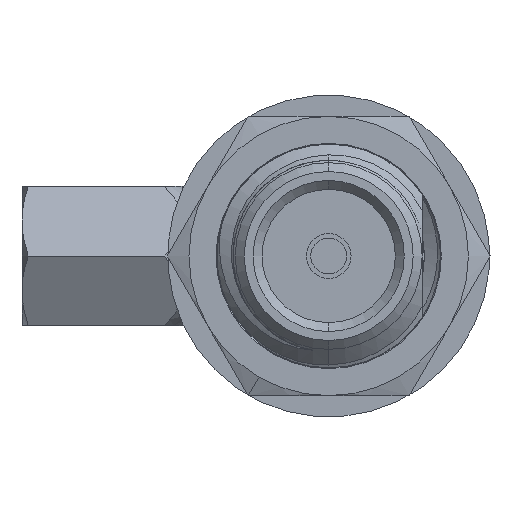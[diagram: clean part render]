
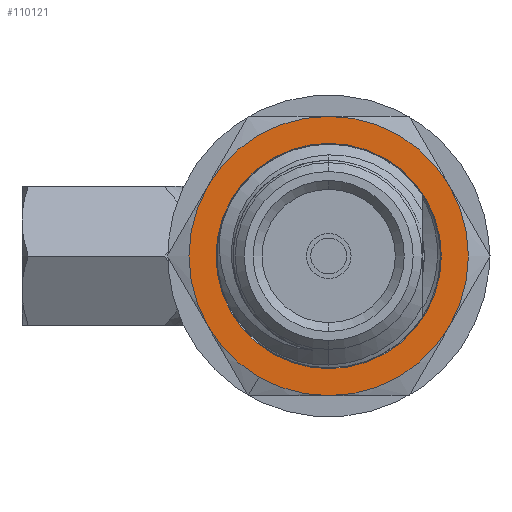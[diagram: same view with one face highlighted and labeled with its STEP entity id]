
A CAD part, front view. The second image highlights one B-rep face of the part: STEP entity #110121.
In plain terms, the highlighted face is planar.
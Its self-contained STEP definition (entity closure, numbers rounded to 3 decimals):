
#38 = DIRECTION ( 'NONE',  ( 0., 0., 1. ) ) ;
#1110 = CARTESIAN_POINT ( 'NONE',  ( 0., 0., -0.762 ) ) ;
#3489 = VERTEX_POINT ( 'NONE', #144060 ) ;
#6033 = EDGE_CURVE ( 'NONE', #3489, #73568, #171762, .T. ) ;
#6336 = ORIENTED_EDGE ( 'NONE', *, *, #155276, .T. ) ;
#7349 = CARTESIAN_POINT ( 'NONE',  ( 0., 0., -0.762 ) ) ;
#10049 = CARTESIAN_POINT ( 'NONE',  ( 0., 0., -0.762 ) ) ;
#10296 = AXIS2_PLACEMENT_3D ( 'NONE', #74939, #35605, #89546 ) ;
#14134 = DIRECTION ( 'NONE',  ( 1., 0., 0. ) ) ;
#14492 = CARTESIAN_POINT ( 'NONE',  ( 0., 0., -0.762 ) ) ;
#18376 = ORIENTED_EDGE ( 'NONE', *, *, #6033, .T. ) ;
#18499 = EDGE_CURVE ( 'NONE', #138620, #48590, #119932, .T. ) ;
#20901 = PLANE ( 'NONE',  #10296 ) ;
#26469 = DIRECTION ( 'NONE',  ( 1., 0., 0. ) ) ;
#29802 = DIRECTION ( 'NONE',  ( 0., 0., -1. ) ) ;
#30073 = AXIS2_PLACEMENT_3D ( 'NONE', #1110, #94424, #41117 ) ;
#32575 = EDGE_LOOP ( 'NONE', ( #130159, #18376 ) ) ;
#34118 = EDGE_CURVE ( 'NONE', #36068, #142126, #169205, .T. ) ;
#35605 = DIRECTION ( 'NONE',  ( 0., 0., 1. ) ) ;
#36068 = VERTEX_POINT ( 'NONE', #60238 ) ;
#38266 = DIRECTION ( 'NONE',  ( 1., 0., 0. ) ) ;
#40030 = DIRECTION ( 'NONE',  ( 1., 0., 0. ) ) ;
#40492 = FACE_BOUND ( 'NONE', #32575, .T. ) ;
#41117 = DIRECTION ( 'NONE',  ( 1., 0., 0. ) ) ;
#48590 = VERTEX_POINT ( 'NONE', #131223 ) ;
#51216 = CARTESIAN_POINT ( 'NONE',  ( 0., 0., -0.762 ) ) ;
#53833 = ORIENTED_EDGE ( 'NONE', *, *, #96278, .T. ) ;
#54425 = CARTESIAN_POINT ( 'NONE',  ( -3.437, 1.984, -0.762 ) ) ;
#59808 = AXIS2_PLACEMENT_3D ( 'NONE', #126965, #166227, #141585 ) ;
#60238 = CARTESIAN_POINT ( 'NONE',  ( 3.437, 1.984, -0.762 ) ) ;
#63265 = AXIS2_PLACEMENT_3D ( 'NONE', #10049, #89904, #38266 ) ;
#67594 = DIRECTION ( 'NONE',  ( 0., 0., -1. ) ) ;
#69583 = ORIENTED_EDGE ( 'NONE', *, *, #18499, .T. ) ;
#69719 = DIRECTION ( 'NONE',  ( 1., 0., 0. ) ) ;
#72017 = AXIS2_PLACEMENT_3D ( 'NONE', #7349, #169151, #167430 ) ;
#73568 = VERTEX_POINT ( 'NONE', #158770 ) ;
#74939 = CARTESIAN_POINT ( 'NONE',  ( 0., 0., -0.762 ) ) ;
#75413 = VERTEX_POINT ( 'NONE', #54425 ) ;
#76673 = AXIS2_PLACEMENT_3D ( 'NONE', #51216, #146583, #26469 ) ;
#78261 = CIRCLE ( 'NONE', #166000, 3.201 ) ;
#80306 = DIRECTION ( 'NONE',  ( 0., 0., 1. ) ) ;
#80504 = CARTESIAN_POINT ( 'NONE',  ( 0., 0., -0.762 ) ) ;
#80601 = EDGE_CURVE ( 'NONE', #75413, #142126, #166592, .T. ) ;
#83252 = CIRCLE ( 'NONE', #59808, 3.969 ) ;
#83384 = EDGE_CURVE ( 'NONE', #73568, #3489, #78261, .T. ) ;
#89546 = DIRECTION ( 'NONE',  ( 1., 0., 0. ) ) ;
#89904 = DIRECTION ( 'NONE',  ( 0., 0., 1. ) ) ;
#91313 = VERTEX_POINT ( 'NONE', #164133 ) ;
#91562 = ORIENTED_EDGE ( 'NONE', *, *, #34118, .F. ) ;
#94424 = DIRECTION ( 'NONE',  ( 0., 0., -1. ) ) ;
#96278 = EDGE_CURVE ( 'NONE', #160529, #75413, #163938, .T. ) ;
#98581 = CARTESIAN_POINT ( 'NONE',  ( 0., 3.969, -0.762 ) ) ;
#100266 = ORIENTED_EDGE ( 'NONE', *, *, #138726, .T. ) ;
#103391 = EDGE_CURVE ( 'NONE', #36068, #91313, #169373, .T. ) ;
#105499 = FACE_OUTER_BOUND ( 'NONE', #137460, .T. ) ;
#110121 = ADVANCED_FACE ( 'NONE', ( #40492, #105499 ), #20901, .F. ) ;
#115077 = ORIENTED_EDGE ( 'NONE', *, *, #103391, .T. ) ;
#116212 = AXIS2_PLACEMENT_3D ( 'NONE', #148719, #29802, #69719 ) ;
#118970 = CARTESIAN_POINT ( 'NONE',  ( 3.437, -1.984, -0.762 ) ) ;
#119932 = CIRCLE ( 'NONE', #146114, 3.969 ) ;
#126965 = CARTESIAN_POINT ( 'NONE',  ( 0., 0., -0.762 ) ) ;
#130159 = ORIENTED_EDGE ( 'NONE', *, *, #83384, .T. ) ;
#131155 = CIRCLE ( 'NONE', #30073, 3.969 ) ;
#131223 = CARTESIAN_POINT ( 'NONE',  ( 0., -3.969, -0.762 ) ) ;
#134099 = DIRECTION ( 'NONE',  ( 1., 0., 0. ) ) ;
#135928 = ORIENTED_EDGE ( 'NONE', *, *, #80601, .T. ) ;
#137460 = EDGE_LOOP ( 'NONE', ( #115077, #100266, #69583, #6336, #53833, #135928, #91562 ) ) ;
#138620 = VERTEX_POINT ( 'NONE', #118970 ) ;
#138726 = EDGE_CURVE ( 'NONE', #91313, #138620, #131155, .T. ) ;
#141585 = DIRECTION ( 'NONE',  ( 1., 0., 0. ) ) ;
#142126 = VERTEX_POINT ( 'NONE', #98581 ) ;
#142687 = CARTESIAN_POINT ( 'NONE',  ( -3.437, -1.984, -0.762 ) ) ;
#144060 = CARTESIAN_POINT ( 'NONE',  ( 3.201, 0., -0.762 ) ) ;
#146114 = AXIS2_PLACEMENT_3D ( 'NONE', #160640, #67594, #14134 ) ;
#146583 = DIRECTION ( 'NONE',  ( 0., 0., -1. ) ) ;
#148719 = CARTESIAN_POINT ( 'NONE',  ( 0., 0., -0.762 ) ) ;
#155276 = EDGE_CURVE ( 'NONE', #48590, #160529, #83252, .T. ) ;
#155343 = AXIS2_PLACEMENT_3D ( 'NONE', #80504, #38, #40030 ) ;
#158770 = CARTESIAN_POINT ( 'NONE',  ( -3.201, 0., -0.762 ) ) ;
#160529 = VERTEX_POINT ( 'NONE', #142687 ) ;
#160640 = CARTESIAN_POINT ( 'NONE',  ( 0., 0., -0.762 ) ) ;
#163938 = CIRCLE ( 'NONE', #72017, 3.969 ) ;
#164133 = CARTESIAN_POINT ( 'NONE',  ( 3.969, 0., -0.762 ) ) ;
#166000 = AXIS2_PLACEMENT_3D ( 'NONE', #14492, #80306, #134099 ) ;
#166227 = DIRECTION ( 'NONE',  ( 0., 0., -1. ) ) ;
#166592 = CIRCLE ( 'NONE', #116212, 3.969 ) ;
#167430 = DIRECTION ( 'NONE',  ( 1., 0., 0. ) ) ;
#169151 = DIRECTION ( 'NONE',  ( 0., 0., -1. ) ) ;
#169205 = CIRCLE ( 'NONE', #63265, 3.969 ) ;
#169373 = CIRCLE ( 'NONE', #76673, 3.969 ) ;
#171762 = CIRCLE ( 'NONE', #155343, 3.201 ) ;
